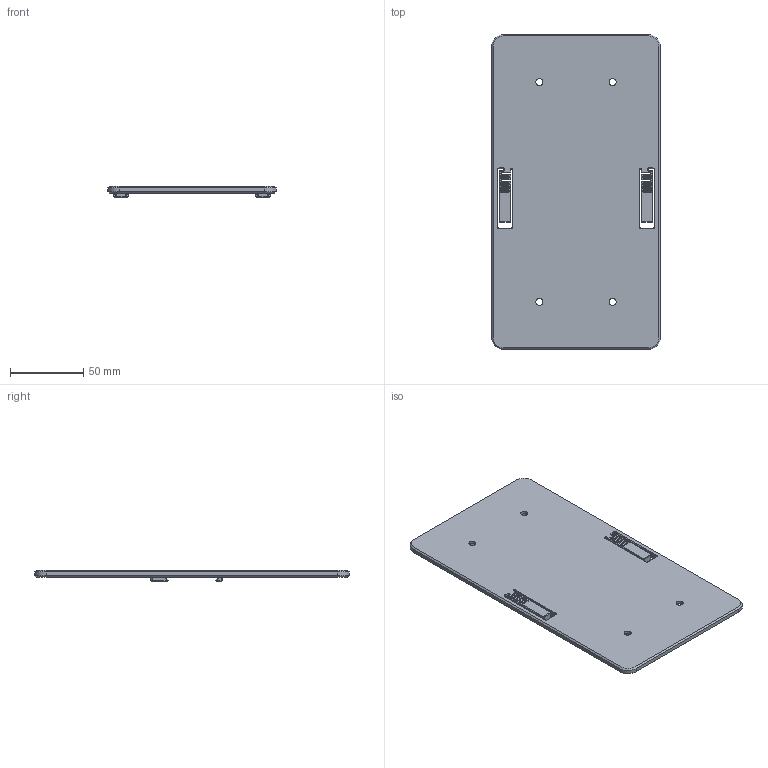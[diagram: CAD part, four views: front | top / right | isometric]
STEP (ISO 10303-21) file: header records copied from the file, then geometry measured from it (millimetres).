
FILE_DESCRIPTION(/* description */ (''),/* implementation_level */ '2;1');
FILE_NAME(/* name */ 'LSR-xxx-48-24-12 DIN Rail Mount v10.step',/* time_stamp */ '2024-07-19T13:53:21-06:00',/* author */ (''),/* organization */ (''),/* preprocessor_version */ 'ST-DEVELOPER v20',/* originating_system */ 'Autodesk Translation Framework v13.14.0.145',/* authorisation */ '');
FILE_SCHEMA (('AUTOMOTIVE_DESIGN { 1 0 10303 214 3 1 1 }'));
Length unit declared in the file: millimetre
Products named in the file (1): LSR-xxx-48-24-12 DIN Rail Mount
Bounding box: 115 x 215 x 7.6 mm (x, y, z)
Volume: 111643.7 mm3; surface area: 53532 mm2
Topology: 1 solids, 1 shells, 440 faces, 1028 edges, 540 vertices
Faces by surface type: plane 212, cone 136, cylinder 92
Full cylindrical faces by diameter (mm): 4.8 x4
Entity records: 11764 total; most frequent: DIRECTION 2114, CARTESIAN_POINT 1957, ORIENTED_EDGE 1952, EDGE_CURVE 976, LINE 720, VECTOR 720, AXIS2_PLACEMENT_3D 697, VERTEX_POINT 540
